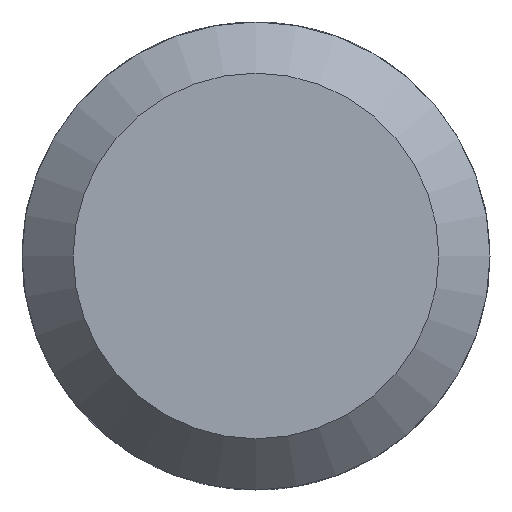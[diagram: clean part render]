
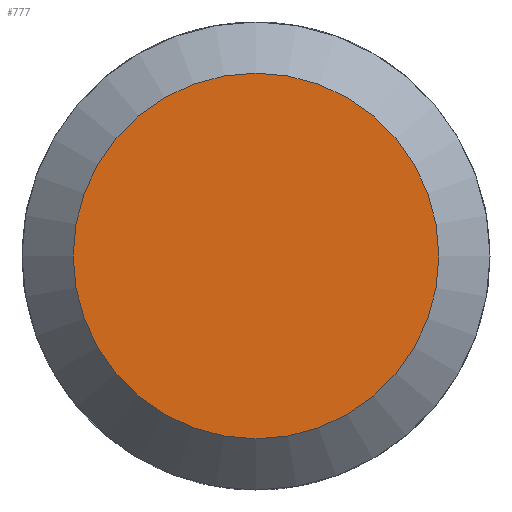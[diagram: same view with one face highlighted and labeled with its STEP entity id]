
A CAD part, left-side view. The second image highlights one B-rep face of the part: STEP entity #777.
In plain terms, the highlighted planar face has unit normal (-1, 0, 0).
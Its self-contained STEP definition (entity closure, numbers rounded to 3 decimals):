
#28=PLANE('',#850);
#76=FACE_OUTER_BOUND('',#123,.T.);
#123=EDGE_LOOP('',(#706));
#141=CIRCLE('',#849,6.25);
#358=VERTEX_POINT('',#2883);
#474=EDGE_CURVE('',#358,#358,#141,.T.);
#706=ORIENTED_EDGE('',*,*,#474,.F.);
#777=ADVANCED_FACE('',(#76),#28,.F.);
#849=AXIS2_PLACEMENT_3D('',#2885,#1007,#1008);
#850=AXIS2_PLACEMENT_3D('',#2886,#1009,#1010);
#1007=DIRECTION('center_axis',(1.,0.,0.));
#1008=DIRECTION('ref_axis',(0.,0.,-1.));
#1009=DIRECTION('center_axis',(1.,0.,0.));
#1010=DIRECTION('ref_axis',(0.,0.,-1.));
#2883=CARTESIAN_POINT('',(0.,50.,-18.75));
#2885=CARTESIAN_POINT('Origin',(0.,50.,-25.));
#2886=CARTESIAN_POINT('Origin',(0.,50.,-25.));
